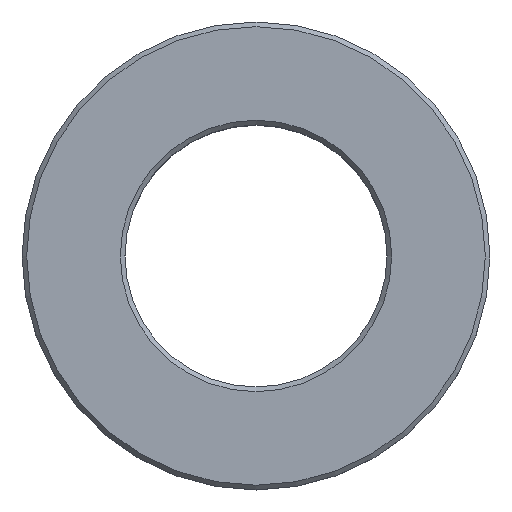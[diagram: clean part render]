
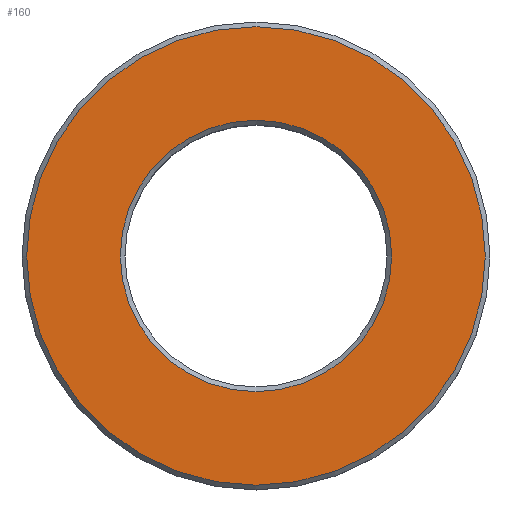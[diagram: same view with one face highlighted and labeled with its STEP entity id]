
A CAD part, top view. The second image highlights one B-rep face of the part: STEP entity #160.
In plain terms, the highlighted planar face has unit normal (0, 0, 1).
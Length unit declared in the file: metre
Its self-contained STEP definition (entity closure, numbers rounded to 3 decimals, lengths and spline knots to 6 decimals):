
#160=ADVANCED_FACE('',(#189,#190),#191,.T.);
#189=FACE_BOUND('',#6933,.T.);
#190=FACE_OUTER_BOUND('',#6934,.T.);
#191=PLANE('',#6935);
#6933=EDGE_LOOP('',(#13702));
#6934=EDGE_LOOP('',(#13703));
#6935=AXIS2_PLACEMENT_3D('',#13704,#13705,#13706);
#13702=ORIENTED_EDGE('',*,*,#13763,.T.);
#13703=ORIENTED_EDGE('',*,*,#13756,.F.);
#13704=CARTESIAN_POINT('',(0.0245,0.0,0.025));
#13705=DIRECTION('',(0.0,0.,1.0));
#13706=DIRECTION('',(0.0,-1.0,0.));
#13756=EDGE_CURVE('',#13787,#13787,#13788,.T.);
#13763=EDGE_CURVE('',#13799,#13799,#13800,.T.);
#13787=VERTEX_POINT('',#13883);
#13788=CIRCLE('',#13884,0.0245);
#13799=VERTEX_POINT('',#13945);
#13800=CIRCLE('',#13946,0.0145);
#13883=CARTESIAN_POINT('',(0.0,0.0245,0.025));
#13884=AXIS2_PLACEMENT_3D('',#13973,#13974,#13975);
#13945=CARTESIAN_POINT('',(0.0,0.0145,0.025));
#13946=AXIS2_PLACEMENT_3D('',#13988,#13989,#13990);
#13973=CARTESIAN_POINT('',(0.0,0.0,0.025));
#13974=DIRECTION('',(0.0,0.,-1.0));
#13975=DIRECTION('',(0.0,1.0,0.));
#13988=CARTESIAN_POINT('',(0.0,0.0,0.025));
#13989=DIRECTION('',(0.0,0.,-1.0));
#13990=DIRECTION('',(0.0,1.0,0.));
